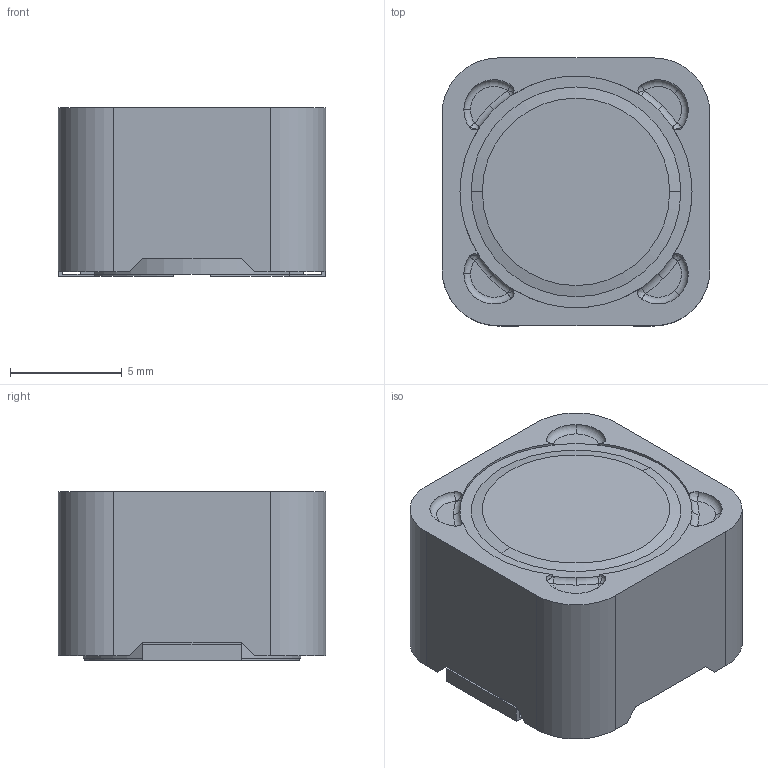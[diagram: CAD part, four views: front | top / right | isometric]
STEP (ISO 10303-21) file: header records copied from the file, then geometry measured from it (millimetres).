
FILE_DESCRIPTION (( 'STEP AP214' ), '1' );
FILE_NAME ('L_12x12mm_H8mm.stp', '2023-01-15T22:54:04', ( '' ), ( '' ), 'SwSTEP 2.0', 'SolidWorks 2022', '' );
FILE_SCHEMA (( 'AUTOMOTIVE_DESIGN' ));
Length unit declared in the file: millimetre
Products named in the file (1): L_12x12mm_H8mm
Bounding box: 12 x 12 x 7.56 mm (x, y, z)
Volume: 990.2 mm3; surface area: 822.3 mm2
Topology: 3 solids, 3 shells, 118 faces, 307 edges, 197 vertices
Faces by surface type: plane 66, cylinder 20, torus 16, sphere 12, cone 2, bspline 2
Entity records: 4967 total; most frequent: CARTESIAN_POINT 793, DIRECTION 644, ORIENTED_EDGE 614, EDGE_CURVE 307, AXIS2_PLACEMENT_3D 234, VERTEX_POINT 197, VECTOR 176, LINE 176
